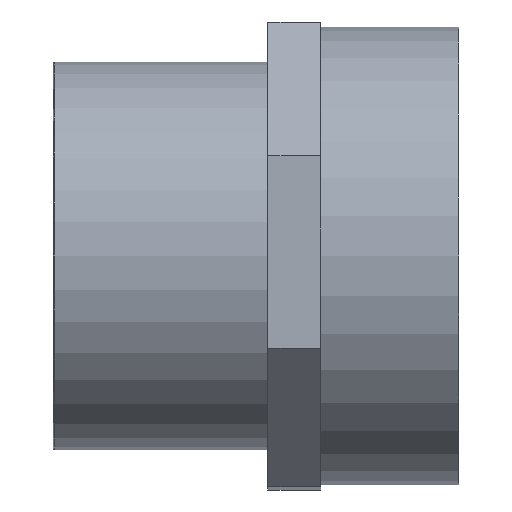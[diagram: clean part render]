
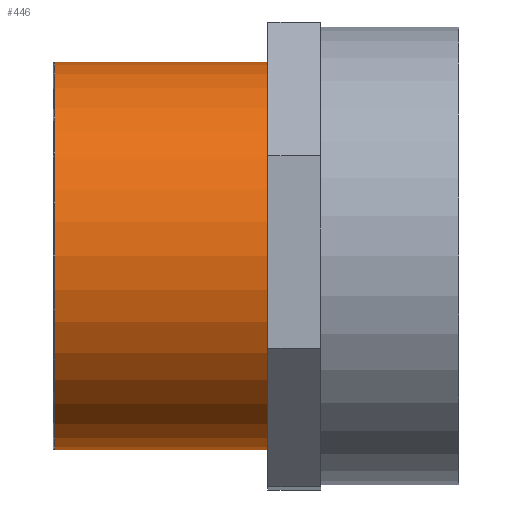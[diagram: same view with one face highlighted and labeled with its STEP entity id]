
A CAD part, front view. The second image highlights one B-rep face of the part: STEP entity #446.
In plain terms, the highlighted cylindrical face has radius 55 mm (diameter 110 mm), a full revolution.
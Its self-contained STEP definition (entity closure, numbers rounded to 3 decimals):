
#42=CYLINDRICAL_SURFACE('',#482,55.);
#51=FACE_BOUND('',#123,.T.);
#64=CIRCLE('',#478,55.);
#67=CIRCLE('',#483,55.);
#90=FACE_OUTER_BOUND('',#122,.T.);
#122=EDGE_LOOP('',(#340));
#123=EDGE_LOOP('',(#341));
#219=VERTEX_POINT('',#662);
#222=VERTEX_POINT('',#670);
#270=EDGE_CURVE('',#219,#219,#64,.T.);
#273=EDGE_CURVE('',#222,#222,#67,.T.);
#340=ORIENTED_EDGE('',*,*,#273,.T.);
#341=ORIENTED_EDGE('',*,*,#270,.F.);
#446=ADVANCED_FACE('',(#90,#51),#42,.T.);
#478=AXIS2_PLACEMENT_3D('',#663,#552,#553);
#482=AXIS2_PLACEMENT_3D('',#669,#560,#561);
#483=AXIS2_PLACEMENT_3D('',#671,#562,#563);
#552=DIRECTION('center_axis',(-1.,0.,0.));
#553=DIRECTION('ref_axis',(0.,1.,0.));
#560=DIRECTION('center_axis',(-1.,0.,0.));
#561=DIRECTION('ref_axis',(0.,-1.,0.));
#562=DIRECTION('center_axis',(-1.,0.,0.));
#563=DIRECTION('ref_axis',(0.,0.,1.));
#662=CARTESIAN_POINT('',(2.101,-8.436,0.));
#663=CARTESIAN_POINT('Origin',(2.101,46.564,0.));
#669=CARTESIAN_POINT('Origin',(32.101,46.564,0.));
#670=CARTESIAN_POINT('',(62.601,-8.436,0.));
#671=CARTESIAN_POINT('Origin',(62.601,46.564,0.));
